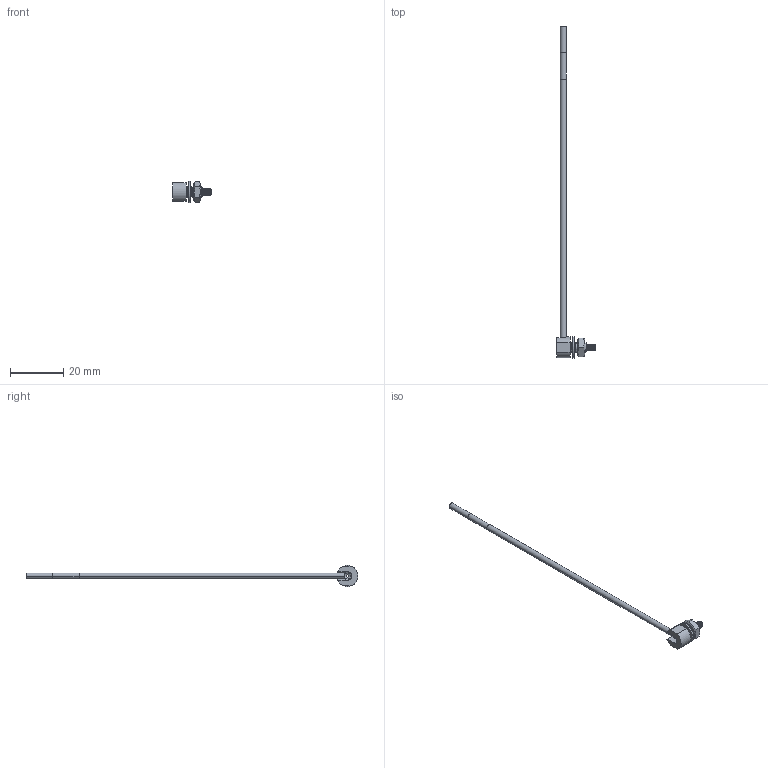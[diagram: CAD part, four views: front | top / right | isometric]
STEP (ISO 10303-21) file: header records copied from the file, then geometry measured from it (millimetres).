
FILE_DESCRIPTION((''),'2;1');
FILE_NAME('161894_ASM','2016-01-05T',('pdmadmin'),(''),'PRO/ENGINEER BY PARAMETRIC TECHNOLOGY CORPORATION, 2013230','PRO/ENGINEER BY PARAMETRIC TECHNOLOGY CORPORATION, 2013230','');
FILE_SCHEMA(('CONFIG_CONTROL_DESIGN'));
Length unit declared in the file: inch
Products named in the file (5): 119737; 51022; 40845; 40844; 161894_ASM
Assembly tree (4 placements, depth 2):
  161894_ASM
    119737
    51022
    40845
    40844
Bounding box: 14.5 x 125 x 8.08 mm (x, y, z)
Volume: 765.4 mm3; surface area: 2014.1 mm2
Topology: 4 solids, 7 shells, 142 faces, 370 edges, 236 vertices
Faces by surface type: cylinder 74, plane 41, bspline 16, cone 11
Entity records: 7965 total; most frequent: CARTESIAN_POINT 4476, ORIENTED_EDGE 726, DIRECTION 660, EDGE_CURVE 370, AXIS2_PLACEMENT_3D 242, VERTEX_POINT 236, VECTOR 176, LINE 176
